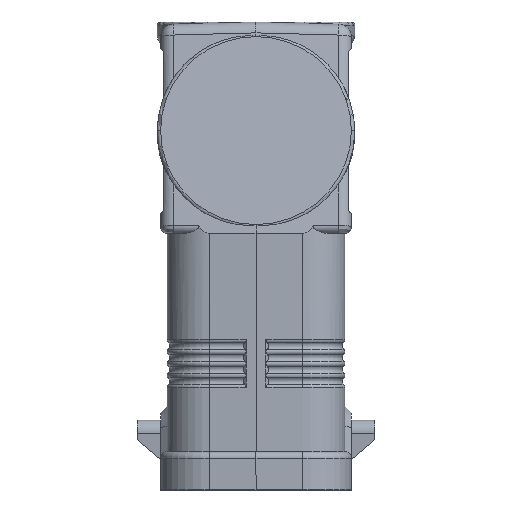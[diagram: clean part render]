
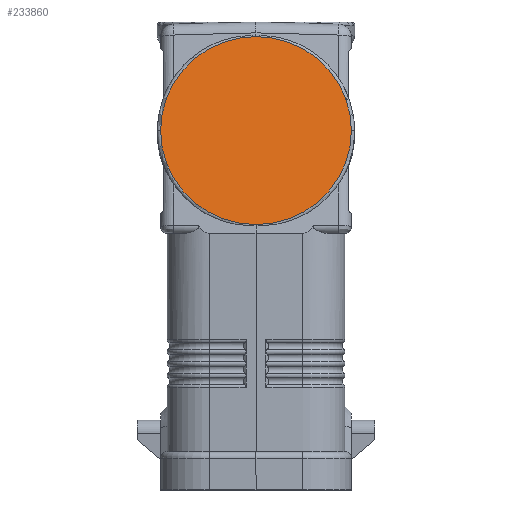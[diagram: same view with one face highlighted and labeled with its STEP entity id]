
A CAD part, front view. The second image highlights one B-rep face of the part: STEP entity #233860.
In plain terms, the highlighted face is planar.
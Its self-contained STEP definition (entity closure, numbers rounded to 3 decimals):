
#220440=CARTESIAN_POINT('',(21.812,51.565,
-38.42));
#220450=VERTEX_POINT('',#220440);
#233640=CARTESIAN_POINT('',(24.33,44.065,-52.7));
#233650=DIRECTION('',(-0.985,0.,
-0.174));
#233660=DIRECTION('',(0.,-1.,0.));
#233670=AXIS2_PLACEMENT_3D('',#233640,#233650,#233660);
#233680=PLANE('',#233670);
#233690=CARTESIAN_POINT('',(24.33,51.565,-52.7));
#233700=DIRECTION('',(-0.985,0.,
-0.174));
#233710=DIRECTION('',(0.,-1.,0.));
#233720=AXIS2_PLACEMENT_3D('',#233690,#233700,#233710);
#233730=CIRCLE('',#233720,14.5);
#233740=CARTESIAN_POINT('',(24.33,66.065,-52.7));
#233750=VERTEX_POINT('',#233740);
#233760=CARTESIAN_POINT('',(24.33,37.065,-52.7));
#233770=VERTEX_POINT('',#233760);
#233780=EDGE_CURVE('',#233750,#233770,#233730,.T.);
#233790=ORIENTED_EDGE('',*,*,#233780,.T.);
#233800=EDGE_CURVE('',#220450,#233750,#233730,.T.);
#233810=ORIENTED_EDGE('',*,*,#233800,.T.);
#233820=EDGE_CURVE('',#233770,#220450,#233730,.T.);
#233830=ORIENTED_EDGE('',*,*,#233820,.T.);
#233840=EDGE_LOOP('',(#233830,#233810,#233790));
#233850=FACE_OUTER_BOUND('',#233840,.T.);
#233860=ADVANCED_FACE('',(#233850),#233680,.T.);
